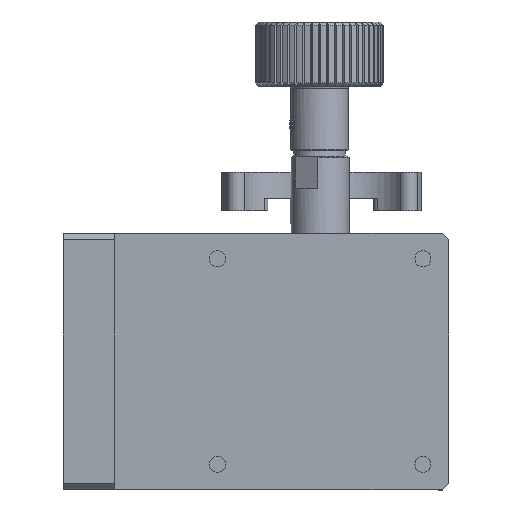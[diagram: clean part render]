
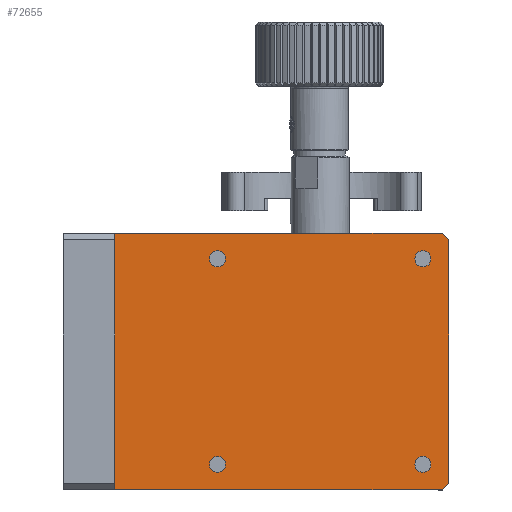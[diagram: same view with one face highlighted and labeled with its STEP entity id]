
A CAD part, front view. The second image highlights one B-rep face of the part: STEP entity #72655.
In plain terms, the highlighted planar face has unit normal (0, -1, 0).
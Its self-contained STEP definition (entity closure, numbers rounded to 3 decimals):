
#536 = DIRECTION ( 'NONE',  ( 1., 0., 0. ) ) ;
#5149 = VECTOR ( 'NONE', #15160, 1000. ) ;
#5368 = EDGE_LOOP ( 'NONE', ( #12518 ) ) ;
#6801 = CARTESIAN_POINT ( 'NONE',  ( -33., -2., -20. ) ) ;
#7211 = VERTEX_POINT ( 'NONE', #83466 ) ;
#8354 = CARTESIAN_POINT ( 'NONE',  ( 16., -2., -16. ) ) ;
#9514 = EDGE_CURVE ( 'NONE', #23912, #7211, #118645, .T. ) ;
#10319 = ORIENTED_EDGE ( 'NONE', *, *, #70463, .T. ) ;
#12518 = ORIENTED_EDGE ( 'NONE', *, *, #86414, .T. ) ;
#13947 = EDGE_CURVE ( 'NONE', #99663, #80077, #42815, .T. ) ;
#14803 = VERTEX_POINT ( 'NONE', #32879 ) ;
#14928 = VECTOR ( 'NONE', #16243, 1000. ) ;
#14984 = AXIS2_PLACEMENT_3D ( 'NONE', #8354, #72248, #536 ) ;
#15160 = DIRECTION ( 'NONE',  ( -0.707, 0., -0.707 ) ) ;
#15530 = AXIS2_PLACEMENT_3D ( 'NONE', #28435, #31387, #57362 ) ;
#16243 = DIRECTION ( 'NONE',  ( 0.707, 0., -0.707 ) ) ;
#16705 = DIRECTION ( 'NONE',  ( -1., 0., 0. ) ) ;
#18666 = CIRCLE ( 'NONE', #57217, 1.25 ) ;
#21604 = EDGE_CURVE ( 'NONE', #40160, #40160, #114724, .T. ) ;
#21618 = VECTOR ( 'NONE', #16705, 1000. ) ;
#23912 = VERTEX_POINT ( 'NONE', #92478 ) ;
#28331 = LINE ( 'NONE', #66305, #98478 ) ;
#28435 = CARTESIAN_POINT ( 'NONE',  ( -16., -2., 16. ) ) ;
#28940 = CARTESIAN_POINT ( 'NONE',  ( 19., -2., -20. ) ) ;
#29769 = CARTESIAN_POINT ( 'NONE',  ( 20., -2., -20. ) ) ;
#30095 = DIRECTION ( 'NONE',  ( 1., 0., 0. ) ) ;
#30107 = DIRECTION ( 'NONE',  ( 1., 0., 0. ) ) ;
#30728 = EDGE_LOOP ( 'NONE', ( #54875 ) ) ;
#31387 = DIRECTION ( 'NONE',  ( 0., 1., 0. ) ) ;
#32136 = AXIS2_PLACEMENT_3D ( 'NONE', #29769, #77386, #75617 ) ;
#32879 = CARTESIAN_POINT ( 'NONE',  ( -14.75, -2., 16. ) ) ;
#33617 = DIRECTION ( 'NONE',  ( 0., 1., 0. ) ) ;
#33934 = VERTEX_POINT ( 'NONE', #28940 ) ;
#38820 = FACE_BOUND ( 'NONE', #51902, .T. ) ;
#40005 = FACE_OUTER_BOUND ( 'NONE', #98340, .T. ) ;
#40160 = VERTEX_POINT ( 'NONE', #94467 ) ;
#40636 = EDGE_CURVE ( 'NONE', #14803, #14803, #100251, .T. ) ;
#42815 = LINE ( 'NONE', #71144, #46993 ) ;
#43407 = AXIS2_PLACEMENT_3D ( 'NONE', #112170, #75958, #30107 ) ;
#43492 = EDGE_LOOP ( 'NONE', ( #63709 ) ) ;
#43559 = CARTESIAN_POINT ( 'NONE',  ( 17.25, -2., -16. ) ) ;
#43851 = CARTESIAN_POINT ( 'NONE',  ( 20., -2., 20. ) ) ;
#45773 = ORIENTED_EDGE ( 'NONE', *, *, #89930, .F. ) ;
#46993 = VECTOR ( 'NONE', #69362, 1000. ) ;
#50253 = FACE_BOUND ( 'NONE', #43492, .T. ) ;
#51379 = CARTESIAN_POINT ( 'NONE',  ( -33., -2., -20. ) ) ;
#51902 = EDGE_LOOP ( 'NONE', ( #58044 ) ) ;
#54875 = ORIENTED_EDGE ( 'NONE', *, *, #40636, .T. ) ;
#56929 = PLANE ( 'NONE',  #32136 ) ;
#57217 = AXIS2_PLACEMENT_3D ( 'NONE', #88510, #33617, #109623 ) ;
#57362 = DIRECTION ( 'NONE',  ( 1., 0., 0. ) ) ;
#58044 = ORIENTED_EDGE ( 'NONE', *, *, #95106, .T. ) ;
#58697 = FACE_BOUND ( 'NONE', #5368, .T. ) ;
#58993 = VECTOR ( 'NONE', #70097, 1000. ) ;
#60392 = LINE ( 'NONE', #97191, #5149 ) ;
#61471 = CARTESIAN_POINT ( 'NONE',  ( 19., -2., 20. ) ) ;
#63709 = ORIENTED_EDGE ( 'NONE', *, *, #21604, .T. ) ;
#64751 = CARTESIAN_POINT ( 'NONE',  ( 20., -2., -19. ) ) ;
#65991 = VERTEX_POINT ( 'NONE', #102203 ) ;
#66158 = ORIENTED_EDGE ( 'NONE', *, *, #112983, .T. ) ;
#66305 = CARTESIAN_POINT ( 'NONE',  ( 20., -2., -20. ) ) ;
#66968 = ORIENTED_EDGE ( 'NONE', *, *, #94591, .F. ) ;
#69362 = DIRECTION ( 'NONE',  ( 0., 0., 1. ) ) ;
#70097 = DIRECTION ( 'NONE',  ( 0., 0., -1. ) ) ;
#70463 = EDGE_CURVE ( 'NONE', #7211, #85281, #98447, .T. ) ;
#71144 = CARTESIAN_POINT ( 'NONE',  ( 20., -2., -20. ) ) ;
#72248 = DIRECTION ( 'NONE',  ( 0., 1., 0. ) ) ;
#72655 = ADVANCED_FACE ( 'NONE', ( #40005, #76207, #50253, #38820, #58697 ), #56929, .F. ) ;
#75617 = DIRECTION ( 'NONE',  ( -1., 0., 0. ) ) ;
#75958 = DIRECTION ( 'NONE',  ( 0., 1., 0. ) ) ;
#76207 = FACE_BOUND ( 'NONE', #30728, .T. ) ;
#77386 = DIRECTION ( 'NONE',  ( 0., 1., 0. ) ) ;
#80077 = VERTEX_POINT ( 'NONE', #113072 ) ;
#82435 = CIRCLE ( 'NONE', #14984, 1.25 ) ;
#83466 = CARTESIAN_POINT ( 'NONE',  ( -33., -2., 20. ) ) ;
#85281 = VERTEX_POINT ( 'NONE', #51379 ) ;
#86414 = EDGE_CURVE ( 'NONE', #65991, #65991, #18666, .T. ) ;
#88510 = CARTESIAN_POINT ( 'NONE',  ( 16., -2., 16. ) ) ;
#89930 = EDGE_CURVE ( 'NONE', #99663, #33934, #60392, .T. ) ;
#90166 = ORIENTED_EDGE ( 'NONE', *, *, #9514, .T. ) ;
#92478 = CARTESIAN_POINT ( 'NONE',  ( 19., -2., 20. ) ) ;
#94467 = CARTESIAN_POINT ( 'NONE',  ( -14.75, -2., -16. ) ) ;
#94591 = EDGE_CURVE ( 'NONE', #23912, #80077, #107325, .T. ) ;
#95106 = EDGE_CURVE ( 'NONE', #107510, #107510, #82435, .T. ) ;
#97191 = CARTESIAN_POINT ( 'NONE',  ( 20., -2., -19. ) ) ;
#98340 = EDGE_LOOP ( 'NONE', ( #45773, #107074, #66968, #90166, #10319, #66158 ) ) ;
#98447 = LINE ( 'NONE', #6801, #58993 ) ;
#98478 = VECTOR ( 'NONE', #30095, 1000. ) ;
#99663 = VERTEX_POINT ( 'NONE', #64751 ) ;
#100251 = CIRCLE ( 'NONE', #15530, 1.25 ) ;
#102203 = CARTESIAN_POINT ( 'NONE',  ( 17.25, -2., 16. ) ) ;
#107074 = ORIENTED_EDGE ( 'NONE', *, *, #13947, .T. ) ;
#107325 = LINE ( 'NONE', #61471, #14928 ) ;
#107510 = VERTEX_POINT ( 'NONE', #43559 ) ;
#109623 = DIRECTION ( 'NONE',  ( 1., 0., 0. ) ) ;
#112170 = CARTESIAN_POINT ( 'NONE',  ( -16., -2., -16. ) ) ;
#112983 = EDGE_CURVE ( 'NONE', #85281, #33934, #28331, .T. ) ;
#113072 = CARTESIAN_POINT ( 'NONE',  ( 20., -2., 19. ) ) ;
#114724 = CIRCLE ( 'NONE', #43407, 1.25 ) ;
#118645 = LINE ( 'NONE', #43851, #21618 ) ;
